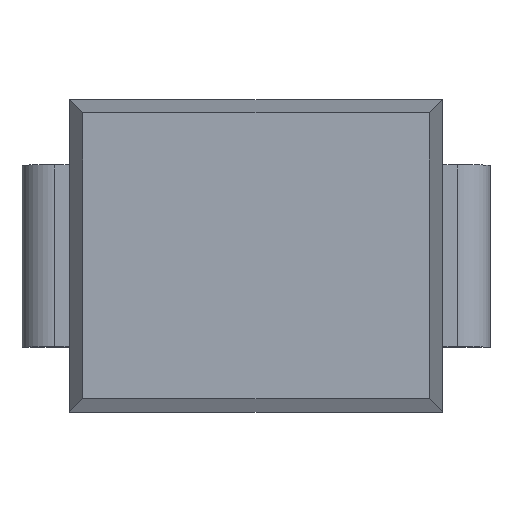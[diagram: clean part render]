
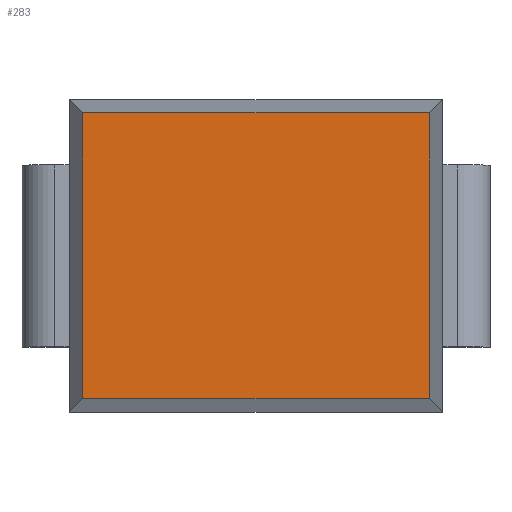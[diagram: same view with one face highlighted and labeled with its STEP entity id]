
A CAD part, top view. The second image highlights one B-rep face of the part: STEP entity #283.
In plain terms, the highlighted planar face has unit normal (0, 0, 1).
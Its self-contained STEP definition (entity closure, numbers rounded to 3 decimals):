
#13=DIRECTION('',(0.,0.,1.));
#14=DIRECTION('',(1.,0.,0.));
#61=VECTOR('',#14,1.);
#81=DIRECTION('',(0.,1.,0.));
#119=VECTOR('',#81,1.);
#155=VERTEX_POINT('',#156);
#156=CARTESIAN_POINT('',(-2.,-1.65,2.475));
#163=VERTEX_POINT('',#164);
#164=CARTESIAN_POINT('',(2.,-1.65,2.475));
#170=EDGE_CURVE('',#155,#163,#171,.T.);
#171=LINE('',#156,#61);
#231=ORIENTED_EDGE('',*,*,#232,.F.);
#232=EDGE_CURVE('',#155,#233,#235,.T.);
#233=VERTEX_POINT('',#234);
#234=CARTESIAN_POINT('',(-2.,1.65,2.475));
#235=LINE('',#236,#119);
#236=CARTESIAN_POINT('',(-2.,-1.8,2.475));
#266=EDGE_CURVE('',#163,#267,#269,.T.);
#267=VERTEX_POINT('',#268);
#268=CARTESIAN_POINT('',(2.,1.65,2.475));
#269=LINE('',#270,#119);
#270=CARTESIAN_POINT('',(2.,-1.8,2.475));
#283=ADVANCED_FACE('',(#284),#291,.T.);
#284=FACE_BOUND('',#285,.T.);
#285=EDGE_LOOP('',(#231,#286,#287,#288));
#286=ORIENTED_EDGE('',*,*,#170,.T.);
#287=ORIENTED_EDGE('',*,*,#266,.T.);
#288=ORIENTED_EDGE('',*,*,#289,.F.);
#289=EDGE_CURVE('',#233,#267,#290,.T.);
#290=LINE('',#234,#61);
#291=PLANE('',#292);
#292=AXIS2_PLACEMENT_3D('',#293,#13,#14);
#293=CARTESIAN_POINT('',(-2.15,-1.8,2.475));
